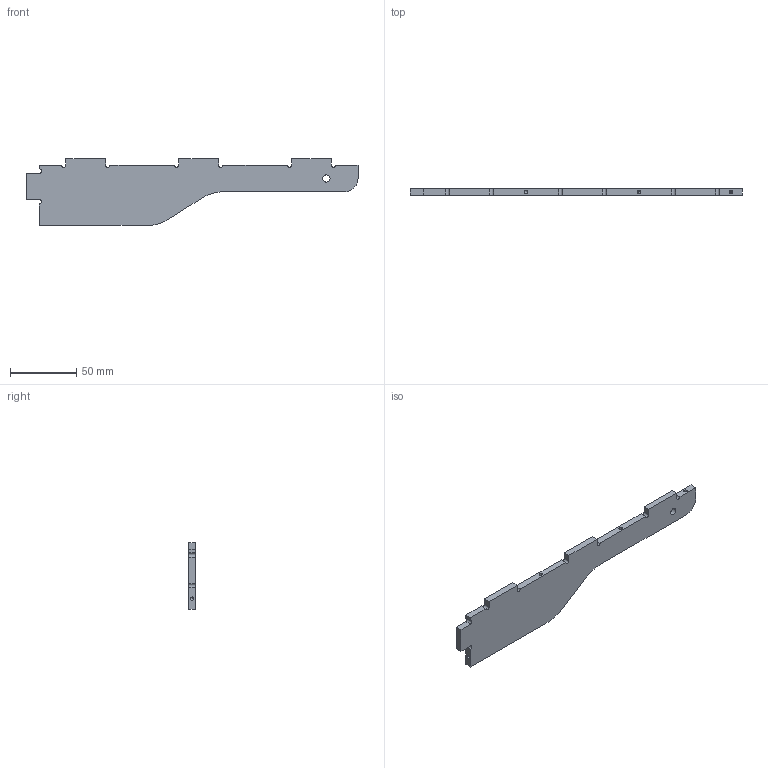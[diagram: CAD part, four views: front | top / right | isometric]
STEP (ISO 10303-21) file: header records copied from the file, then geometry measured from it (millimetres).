
FILE_DESCRIPTION(('CATIA V5 STEP Exchange'),'2;1');
FILE_NAME('D003.stp','2023-04-11T15:11:36+00:00',('none'),('none'),'CATIA Version 5-6 Release 2018','CATIA V5 STEP AP203','none');
FILE_SCHEMA(('CONFIG_CONTROL_DESIGN'));
Length unit declared in the file: millimetre
Products named in the file (1): Plate Support Reiforcemnt 
Bounding box: 250 x 5 x 50.4 mm (x, y, z)
Volume: 40676.6 mm3; surface area: 19730.6 mm2
Topology: 1 solids, 1 shells, 53 faces, 145 edges, 95 vertices
Faces by surface type: plane 24, cylinder 21, cone 8
Entity records: 1557 total; most frequent: ORIENTED_EDGE 274, CARTESIAN_POINT 271, DIRECTION 213, EDGE_CURVE 137, VECTOR 95, LINE 95, VERTEX_POINT 90, AXIS2_PLACEMENT_3D 81
